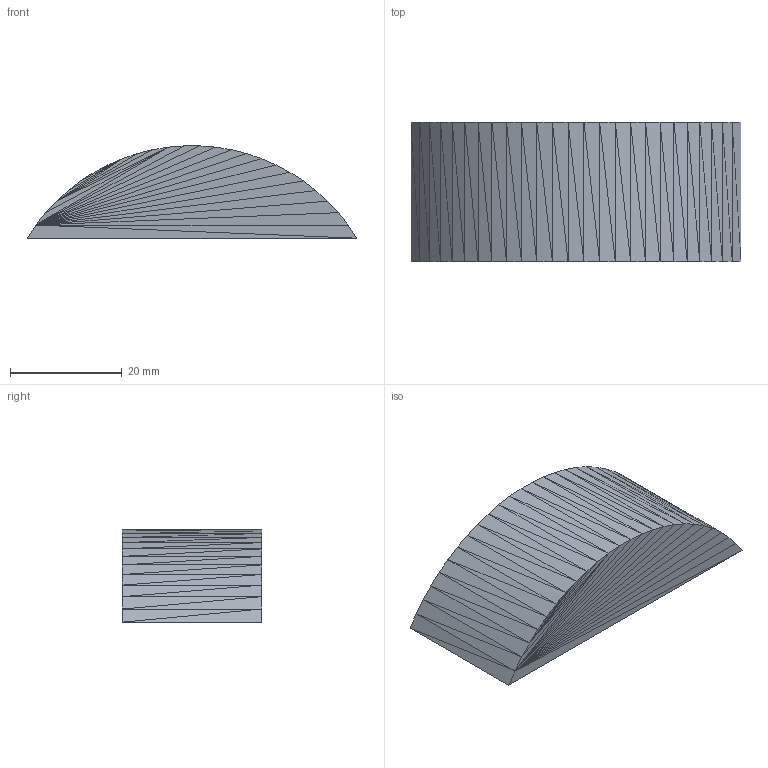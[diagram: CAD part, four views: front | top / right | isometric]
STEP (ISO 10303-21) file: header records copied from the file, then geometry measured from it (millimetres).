
FILE_DESCRIPTION((''),'2;1');
FILE_NAME('goki_block_6', '2025-12-04T15:11:06', (''), (''), 'ImageToStl.com STEP Converter','', '');
FILE_SCHEMA(('AUTOMOTIVE_DESIGN_CC2'));
Length unit declared in the file: metre
Products named in the file (1): product0
Bounding box: 59 x 25 x 16.52 mm (x, y, z)
Surface area: 4619.4 mm2 (no closed solid volume)
Topology: 0 solids, 100 shells, 100 faces, 300 edges, 52 vertices
Faces by surface type: plane 100
Entity records: 2332 total; most frequent: DIRECTION 502, ORIENTED_EDGE 300, EDGE_CURVE 300, LINE 300, VECTOR 300, AXIS2_PLACEMENT_3D 101, FACE_SURFACE 100, PLANE 100
